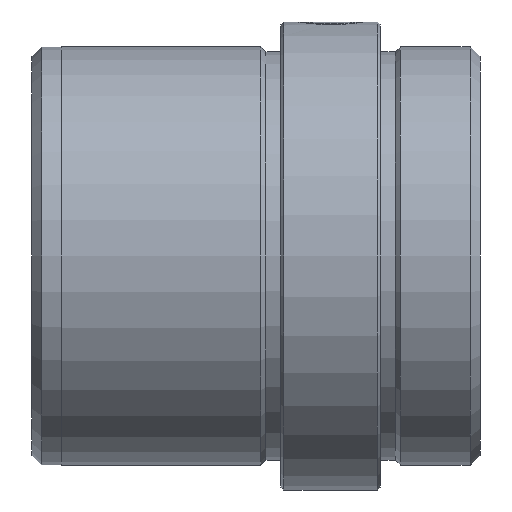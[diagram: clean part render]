
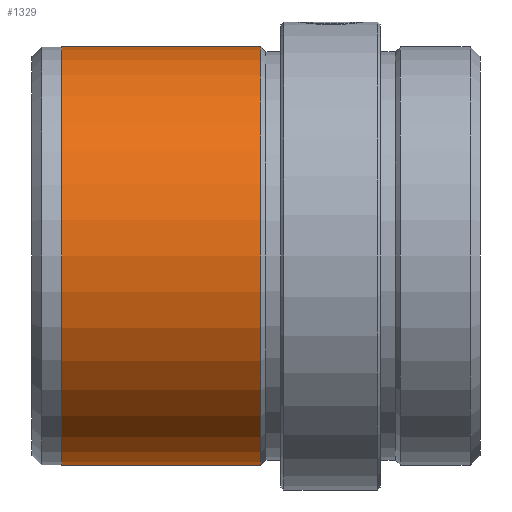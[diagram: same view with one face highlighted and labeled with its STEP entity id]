
A CAD part, left-side view. The second image highlights one B-rep face of the part: STEP entity #1329.
In plain terms, the highlighted cylindrical face has radius 21 mm (diameter 42 mm), a partial arc.
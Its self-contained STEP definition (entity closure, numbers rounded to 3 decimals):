
#11 = VECTOR ( 'NONE', #248, 1000. ) ;
#76 = CARTESIAN_POINT ( 'NONE',  ( 0., 22., -21. ) ) ;
#90 = VERTEX_POINT ( 'NONE', #76 ) ;
#102 = CARTESIAN_POINT ( 'NONE',  ( 0., 0., 0. ) ) ;
#147 = ORIENTED_EDGE ( 'NONE', *, *, #579, .T. ) ;
#194 = DIRECTION ( 'NONE',  ( 0., -1., 0. ) ) ;
#236 = VERTEX_POINT ( 'NONE', #1984 ) ;
#248 = DIRECTION ( 'NONE',  ( 0., -1., 0. ) ) ;
#260 = DIRECTION ( 'NONE',  ( 0., -1., 0. ) ) ;
#331 = ORIENTED_EDGE ( 'NONE', *, *, #1809, .T. ) ;
#408 = CARTESIAN_POINT ( 'NONE',  ( 0., 42., -21. ) ) ;
#409 = AXIS2_PLACEMENT_3D ( 'NONE', #1176, #194, #1330 ) ;
#558 = VERTEX_POINT ( 'NONE', #1170 ) ;
#579 = EDGE_CURVE ( 'NONE', #236, #796, #1892, .T. ) ;
#606 = AXIS2_PLACEMENT_3D ( 'NONE', #102, #260, #1079 ) ;
#611 = CARTESIAN_POINT ( 'NONE',  ( 0., 0., -21. ) ) ;
#653 = DIRECTION ( 'NONE',  ( 0., -1., 0. ) ) ;
#796 = VERTEX_POINT ( 'NONE', #408 ) ;
#869 = VECTOR ( 'NONE', #1749, 1000. ) ;
#1079 = DIRECTION ( 'NONE',  ( 0., 0., -1. ) ) ;
#1164 = AXIS2_PLACEMENT_3D ( 'NONE', #1614, #653, #1787 ) ;
#1170 = CARTESIAN_POINT ( 'NONE',  ( 0., 22., 21. ) ) ;
#1176 = CARTESIAN_POINT ( 'NONE',  ( 0., 42., 0. ) ) ;
#1235 = ORIENTED_EDGE ( 'NONE', *, *, #1292, .F. ) ;
#1292 = EDGE_CURVE ( 'NONE', #236, #558, #1793, .T. ) ;
#1307 = FACE_OUTER_BOUND ( 'NONE', #1883, .T. ) ;
#1329 = ADVANCED_FACE ( 'NONE', ( #1307 ), #1571, .T. ) ;
#1330 = DIRECTION ( 'NONE',  ( 0., 0., -1. ) ) ;
#1446 = EDGE_CURVE ( 'NONE', #558, #90, #1479, .T. ) ;
#1479 = CIRCLE ( 'NONE', #1164, 21. ) ;
#1571 = CYLINDRICAL_SURFACE ( 'NONE', #606, 21. ) ;
#1614 = CARTESIAN_POINT ( 'NONE',  ( 0., 22., 0. ) ) ;
#1730 = LINE ( 'NONE', #611, #869 ) ;
#1749 = DIRECTION ( 'NONE',  ( 0., -1., 0. ) ) ;
#1787 = DIRECTION ( 'NONE',  ( 0., 0., -1. ) ) ;
#1793 = LINE ( 'NONE', #2033, #11 ) ;
#1809 = EDGE_CURVE ( 'NONE', #796, #90, #1730, .T. ) ;
#1883 = EDGE_LOOP ( 'NONE', ( #1235, #147, #331, #2020 ) ) ;
#1892 = CIRCLE ( 'NONE', #409, 21. ) ;
#1984 = CARTESIAN_POINT ( 'NONE',  ( 0., 42., 21. ) ) ;
#2020 = ORIENTED_EDGE ( 'NONE', *, *, #1446, .F. ) ;
#2033 = CARTESIAN_POINT ( 'NONE',  ( 0., 0., 21. ) ) ;
